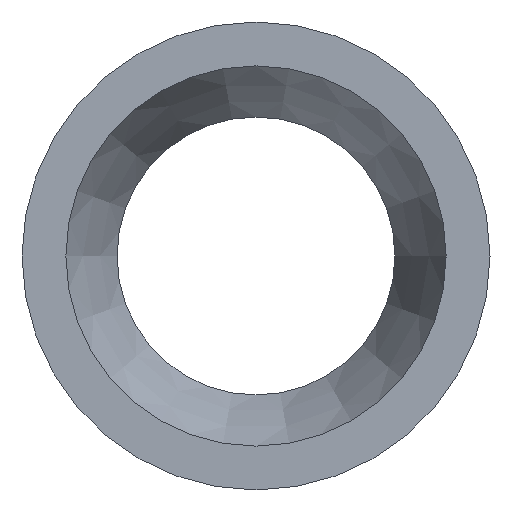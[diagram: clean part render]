
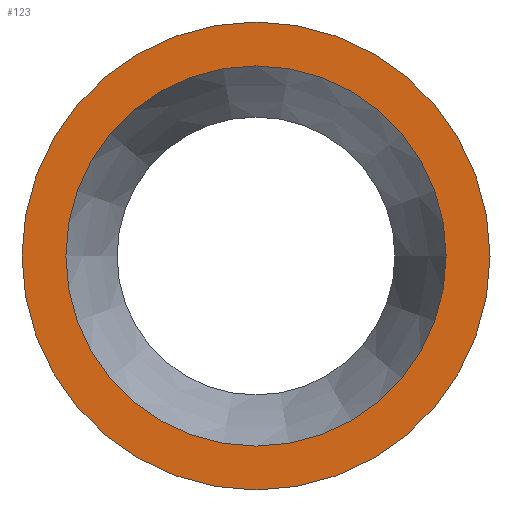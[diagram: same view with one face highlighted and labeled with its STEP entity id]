
A CAD part, left-side view. The second image highlights one B-rep face of the part: STEP entity #123.
In plain terms, the highlighted planar face has unit normal (-1, 0, 0).
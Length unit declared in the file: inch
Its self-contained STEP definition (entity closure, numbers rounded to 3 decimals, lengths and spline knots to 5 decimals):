
#7 = EDGE_CURVE ( 'NONE', #45, #45, #173, .T. ) ;
#9 = DIRECTION ( 'NONE',  ( 0., 0., -1. ) ) ;
#23 = FACE_BOUND ( 'NONE', #184, .T. ) ;
#40 = CARTESIAN_POINT ( 'NONE',  ( 0., 0., 0. ) ) ;
#45 = VERTEX_POINT ( 'NONE', #104 ) ;
#53 = VERTEX_POINT ( 'NONE', #249 ) ;
#58 = AXIS2_PLACEMENT_3D ( 'NONE', #185, #220, #9 ) ;
#59 = DIRECTION ( 'NONE',  ( 0., 0., -1. ) ) ;
#67 = CIRCLE ( 'NONE', #115, 0.51181 ) ;
#89 = CARTESIAN_POINT ( 'NONE',  ( 0., 0.57087, 0. ) ) ;
#104 = CARTESIAN_POINT ( 'NONE',  ( 0., 0., -0.62992 ) ) ;
#115 = AXIS2_PLACEMENT_3D ( 'NONE', #40, #238, #59 ) ;
#122 = AXIS2_PLACEMENT_3D ( 'NONE', #89, #180, #195 ) ;
#123 = ADVANCED_FACE ( 'NONE', ( #240, #23 ), #187, .T. ) ;
#126 = EDGE_LOOP ( 'NONE', ( #161 ) ) ;
#160 = EDGE_CURVE ( 'NONE', #53, #53, #67, .T. ) ;
#161 = ORIENTED_EDGE ( 'NONE', *, *, #7, .F. ) ;
#173 = CIRCLE ( 'NONE', #58, 0.62992 ) ;
#180 = DIRECTION ( 'NONE',  ( -1., 0., 0. ) ) ;
#184 = EDGE_LOOP ( 'NONE', ( #206 ) ) ;
#185 = CARTESIAN_POINT ( 'NONE',  ( 0., 0., 0. ) ) ;
#187 = PLANE ( 'NONE',  #122 ) ;
#195 = DIRECTION ( 'NONE',  ( 0., 0., 1. ) ) ;
#206 = ORIENTED_EDGE ( 'NONE', *, *, #160, .T. ) ;
#220 = DIRECTION ( 'NONE',  ( 1., 0., 0. ) ) ;
#238 = DIRECTION ( 'NONE',  ( 1., 0., 0. ) ) ;
#240 = FACE_OUTER_BOUND ( 'NONE', #126, .T. ) ;
#249 = CARTESIAN_POINT ( 'NONE',  ( 0., 0., -0.51181 ) ) ;
